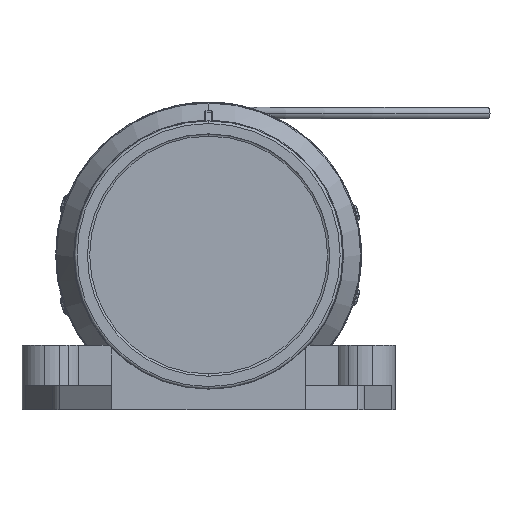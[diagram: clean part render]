
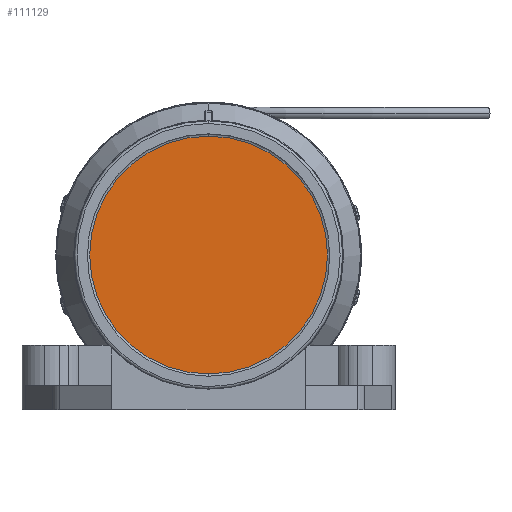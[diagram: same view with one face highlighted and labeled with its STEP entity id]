
A CAD part, front view. The second image highlights one B-rep face of the part: STEP entity #111129.
In plain terms, the highlighted planar face has unit normal (0, -1, 0).
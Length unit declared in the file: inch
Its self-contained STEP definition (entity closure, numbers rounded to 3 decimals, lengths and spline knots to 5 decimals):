
#5325 = CARTESIAN_POINT ( 'NONE',  ( -0.935, -0.08, 0. ) ) ;
#19040 = DIRECTION ( 'NONE',  ( 0., 0., 1. ) ) ;
#28459 = CARTESIAN_POINT ( 'NONE',  ( 0., -0.08, 0. ) ) ;
#33218 = CIRCLE ( 'NONE', #117295, 0.91768 ) ;
#40534 = EDGE_LOOP ( 'NONE', ( #87824, #94576 ) ) ;
#42203 = DIRECTION ( 'NONE',  ( 0., 0., 1. ) ) ;
#54278 = FACE_OUTER_BOUND ( 'NONE', #40534, .T. ) ;
#63155 = VERTEX_POINT ( 'NONE', #159311 ) ;
#78048 = CARTESIAN_POINT ( 'NONE',  ( 0., -0.08, 0. ) ) ;
#84193 = CARTESIAN_POINT ( 'NONE',  ( 0., -0.08, -0.91768 ) ) ;
#84588 = EDGE_CURVE ( 'NONE', #63155, #118659, #119431, .T. ) ;
#87824 = ORIENTED_EDGE ( 'NONE', *, *, #168271, .T. ) ;
#91646 = DIRECTION ( 'NONE',  ( 0., 0., 1. ) ) ;
#94576 = ORIENTED_EDGE ( 'NONE', *, *, #84588, .T. ) ;
#100597 = DIRECTION ( 'NONE',  ( 0., -1., 0. ) ) ;
#111122 = AXIS2_PLACEMENT_3D ( 'NONE', #5325, #100597, #19040 ) ;
#111129 = ADVANCED_FACE ( 'NONE', ( #54278 ), #167740, .T. ) ;
#117295 = AXIS2_PLACEMENT_3D ( 'NONE', #28459, #123718, #42203 ) ;
#118659 = VERTEX_POINT ( 'NONE', #84193 ) ;
#119431 = CIRCLE ( 'NONE', #172309, 0.91768 ) ;
#123718 = DIRECTION ( 'NONE',  ( 0., -1., 0. ) ) ;
#159311 = CARTESIAN_POINT ( 'NONE',  ( 0., -0.08, 0.91768 ) ) ;
#167740 = PLANE ( 'NONE',  #111122 ) ;
#168271 = EDGE_CURVE ( 'NONE', #118659, #63155, #33218, .T. ) ;
#172309 = AXIS2_PLACEMENT_3D ( 'NONE', #78048, #173081, #91646 ) ;
#173081 = DIRECTION ( 'NONE',  ( 0., -1., 0. ) ) ;
